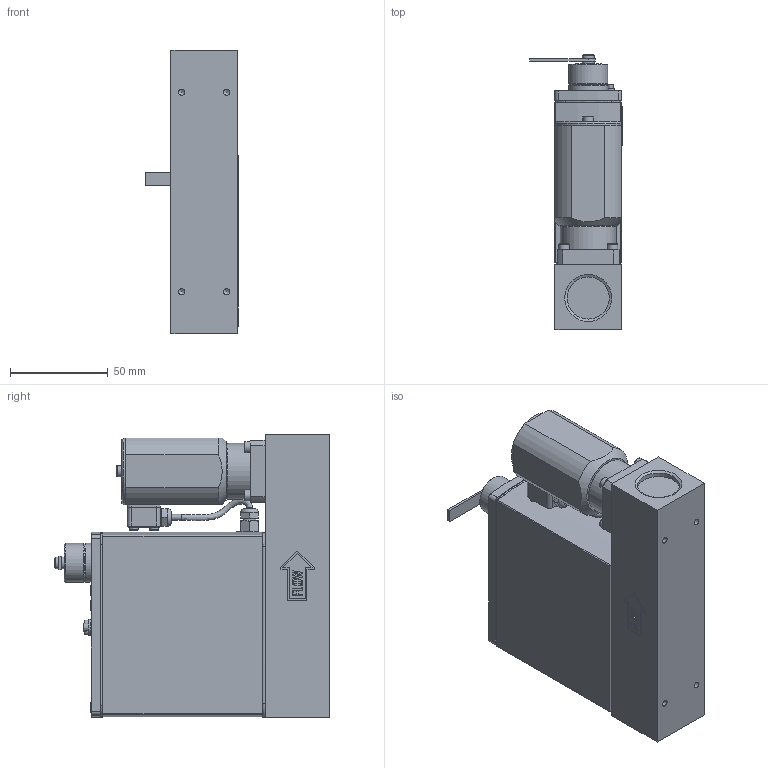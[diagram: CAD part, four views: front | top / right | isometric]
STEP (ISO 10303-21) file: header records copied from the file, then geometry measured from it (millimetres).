
FILE_DESCRIPTION(/* description */ (''),/* implementation_level */ '2;1');
FILE_NAME(/* name */ '714022.stp',/* time_stamp */ '2020-03-24T10:45:49+01:00',/* author */ ('J-Wiggers'),/* organization */ (''),/* preprocessor_version */ 'ST-DEVELOPER v17',/* originating_system */ 'Autodesk Inventor 2018',/* authorisation */ '');
FILE_SCHEMA (('AUTOMOTIVE_DESIGN { 1 0 10303 214 3 1 1 }'));
Length unit declared in the file: millimetre
Products named in the file (1): 711604
Bounding box: 47.5 x 140.7 x 145 mm (x, y, z)
Volume: 524201.3 mm3; surface area: 59749.1 mm2
Topology: 1 solids, 1 shells, 392 faces, 1022 edges, 684 vertices
Faces by surface type: plane 244, cylinder 86, cone 30, bspline 17, torus 15
Full cylindrical faces by diameter (mm): 3 x7, 3.242 x4, 3.3 x3, 3.75 x2, 4 x1, 4.5 x2, 5.5 x8, 6 x5, 7 x2, 8.3 x1, 18 x1, 20 x2, 21.5 x2, 28.5 x1, 34 x1
Entity records: 13461 total; most frequent: CARTESIAN_POINT 3426, ORIENTED_EDGE 2024, DIRECTION 2002, EDGE_CURVE 1012, AXIS2_PLACEMENT_3D 712, VERTEX_POINT 684, LINE 578, VECTOR 578
